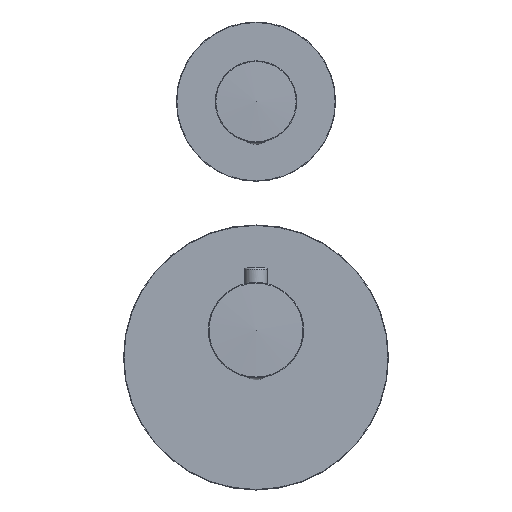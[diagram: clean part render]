
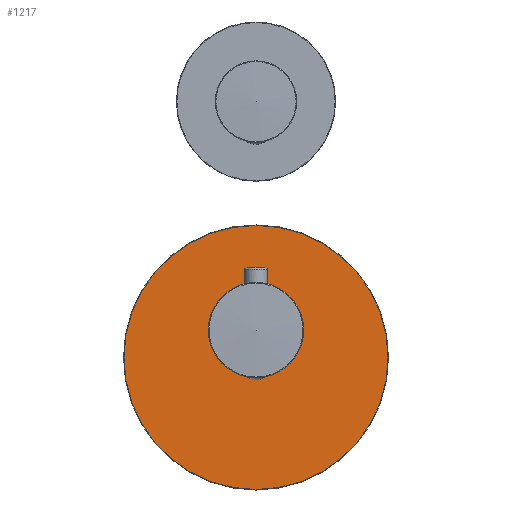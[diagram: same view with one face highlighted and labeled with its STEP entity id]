
A CAD part, front view. The second image highlights one B-rep face of the part: STEP entity #1217.
In plain terms, the highlighted planar face has unit normal (0, -1, 0).
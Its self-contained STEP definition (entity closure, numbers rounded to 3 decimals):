
#88=CIRCLE('',#1331,20.85);
#89=CIRCLE('',#1333,57.8);
#122=PLANE('',#1332);
#334=ORIENTED_EDGE('',*,*,#567,.F.);
#335=ORIENTED_EDGE('',*,*,#568,.T.);
#567=EDGE_CURVE('',#695,#695,#88,.T.);
#568=EDGE_CURVE('',#696,#696,#89,.T.);
#695=VERTEX_POINT('',#16713);
#696=VERTEX_POINT('',#16716);
#916=EDGE_LOOP('',(#334));
#917=EDGE_LOOP('',(#335));
#1056=FACE_BOUND('',#916,.T.);
#1057=FACE_BOUND('',#917,.T.);
#1217=ADVANCED_FACE('',(#1056,#1057),#122,.T.);
#1331=AXIS2_PLACEMENT_3D('',#16712,#1497,#1498);
#1332=AXIS2_PLACEMENT_3D('',#16714,#1499,#1500);
#1333=AXIS2_PLACEMENT_3D('',#16715,#1501,#1502);
#1497=DIRECTION('',(0.,-1.,0.));
#1498=DIRECTION('',(0.,0.,-1.));
#1499=DIRECTION('',(0.,-1.,0.));
#1500=DIRECTION('',(1.,0.,0.));
#1501=DIRECTION('',(0.,-1.,0.));
#1502=DIRECTION('',(0.,0.,-1.));
#16712=CARTESIAN_POINT('',(0.,-7.,0.));
#16713=CARTESIAN_POINT('',(0.,-7.,-20.85));
#16714=CARTESIAN_POINT('',(0.,-7.,100.));
#16715=CARTESIAN_POINT('',(0.,-7.,-12.));
#16716=CARTESIAN_POINT('',(0.,-7.,-69.8));
